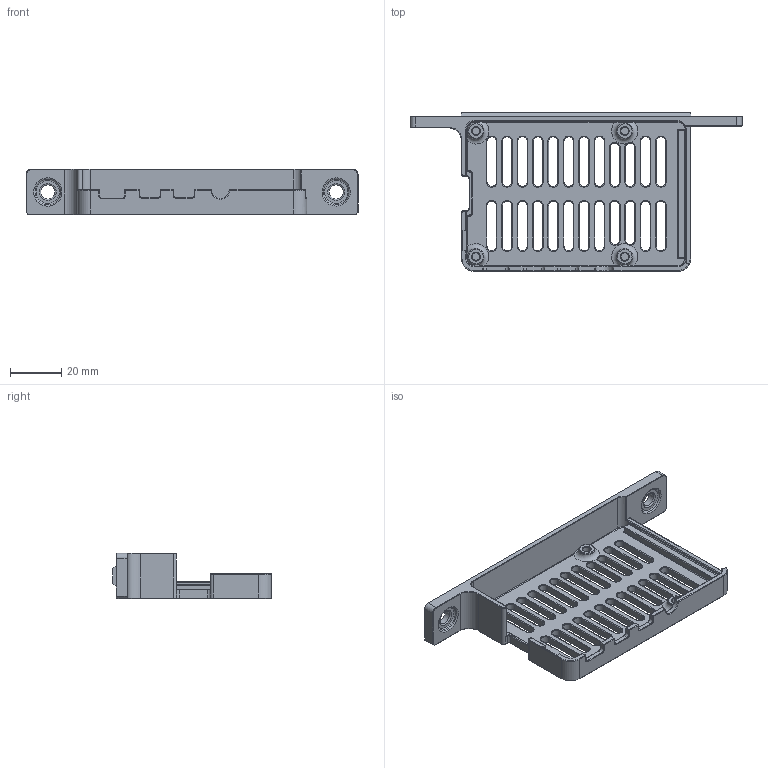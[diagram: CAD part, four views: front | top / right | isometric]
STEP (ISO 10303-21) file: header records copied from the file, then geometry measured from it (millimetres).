
FILE_DESCRIPTION(/* description */ (''),/* implementation_level */ '2;1');
FILE_NAME(/* name */ 'Raspi 4B Case_Rear_with_Ears V3 2,5MM.step',/* time_stamp */ '2019-08-14T23:15:21-04:00',/* author */ (''),/* organization */ (''),/* preprocessor_version */ 'ST-DEVELOPER v18',/* originating_system */ 'Autodesk Translation Framework v8.6.0.1094',/* authorisation */ '');
FILE_SCHEMA (('AUTOMOTIVE_DESIGN { 1 0 10303 214 3 1 1 }'));
Length unit declared in the file: millimetre
Products named in the file (1): Raspi 4B Case_Rear_with_Ears V3 2,5MM
Bounding box: 129.4 x 61.8 x 17.75 mm (x, y, z)
Volume: 20230.9 mm3; surface area: 18394.4 mm2
Topology: 1 solids, 1 shells, 623 faces, 1472 edges, 859 vertices
Faces by surface type: cylinder 218, plane 200, torus 107, cone 59, bspline 20, sphere 19
Full cylindrical faces by diameter (mm): 3 x4, 5.5 x2, 6.2 x4, 10 x1
Entity records: 19016 total; most frequent: CARTESIAN_POINT 4309, DIRECTION 3289, ORIENTED_EDGE 2942, EDGE_CURVE 1471, AXIS2_PLACEMENT_3D 1261, VERTEX_POINT 859, LINE 767, VECTOR 767
